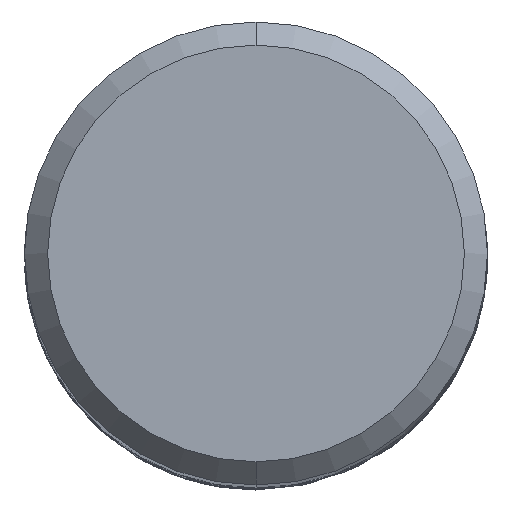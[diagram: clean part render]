
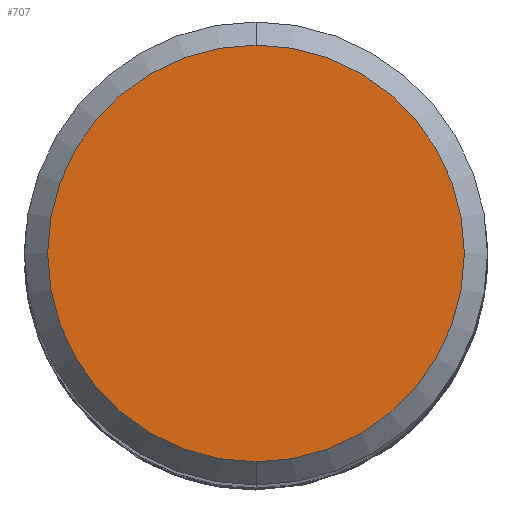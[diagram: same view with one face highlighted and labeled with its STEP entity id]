
A CAD part, top view. The second image highlights one B-rep face of the part: STEP entity #707.
In plain terms, the highlighted planar face has unit normal (0, 0, 1).
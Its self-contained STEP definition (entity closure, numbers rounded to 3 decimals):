
#663=VERTEX_POINT('',#1660);
#707=ADVANCED_FACE('',(#1707),#1708,.T.);
#817=VERTEX_POINT('',#1830);
#931=EDGE_CURVE('',#817,#663,#1951,.T.);
#1067=EDGE_CURVE('',#663,#817,#2101,.T.);
#1660=CARTESIAN_POINT('',(0.,-7.2,0.0));
#1707=FACE_OUTER_BOUND('',#6240,.T.);
#1708=PLANE('',#6241);
#1830=CARTESIAN_POINT('',(0.0,7.2,0.0));
#1951=CIRCLE('',#9710,7.2);
#2101=CIRCLE('',#11726,7.2);
#6240=EDGE_LOOP('',(#19975,#19976));
#6241=AXIS2_PLACEMENT_3D('',#19977,#19978,#19979);
#9710=AXIS2_PLACEMENT_3D('',#20240,#20241,#20242);
#11726=AXIS2_PLACEMENT_3D('',#20413,#20414,#20415);
#19975=ORIENTED_EDGE('',*,*,#931,.F.);
#19976=ORIENTED_EDGE('',*,*,#1067,.F.);
#19977=CARTESIAN_POINT('',(0.0,3.6,0.0));
#19978=DIRECTION('',(-0.0,0.0,1.0));
#19979=DIRECTION('',(0.0,-1.0,0.0));
#20240=CARTESIAN_POINT('',(0.0,0.0,0.0));
#20241=DIRECTION('',(0.0,0.0,-1.0));
#20242=DIRECTION('',(0.0,1.0,0.0));
#20413=CARTESIAN_POINT('',(0.0,0.0,0.0));
#20414=DIRECTION('',(0.0,0.0,-1.0));
#20415=DIRECTION('',(0.0,1.0,0.0));
